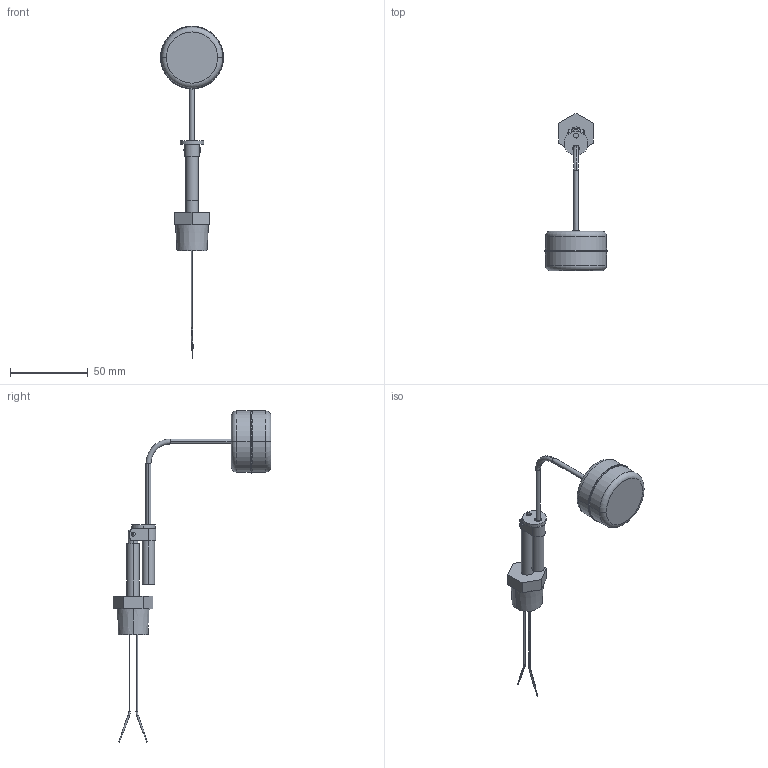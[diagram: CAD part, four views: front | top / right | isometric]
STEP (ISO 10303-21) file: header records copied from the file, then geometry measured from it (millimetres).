
FILE_DESCRIPTION (( 'STEP AP214' ), '1' );
FILE_NAME ('FLS-BL-100.STEP', '2014-01-31T18:30:46', ( '' ), ( '' ), 'SwSTEP 2.0', 'SolidWorks 2013', '' );
FILE_SCHEMA (( 'AUTOMOTIVE_DESIGN' ));
Length unit declared in the file: inch
Products named in the file (1): FLS-BL-100
Bounding box: 40.64 x 101.66 x 214.11 mm (x, y, z)
Volume: 43212 mm3; surface area: 14460.3 mm2
Topology: 8 solids, 9 shells, 135 faces, 292 edges, 183 vertices
Faces by surface type: cylinder 60, plane 45, torus 20, cone 10
Entity records: 3907 total; most frequent: DIRECTION 728, CARTESIAN_POINT 701, ORIENTED_EDGE 572, AXIS2_PLACEMENT_3D 310, EDGE_CURVE 286, VERTEX_POINT 183, CIRCLE 174, EDGE_LOOP 155
